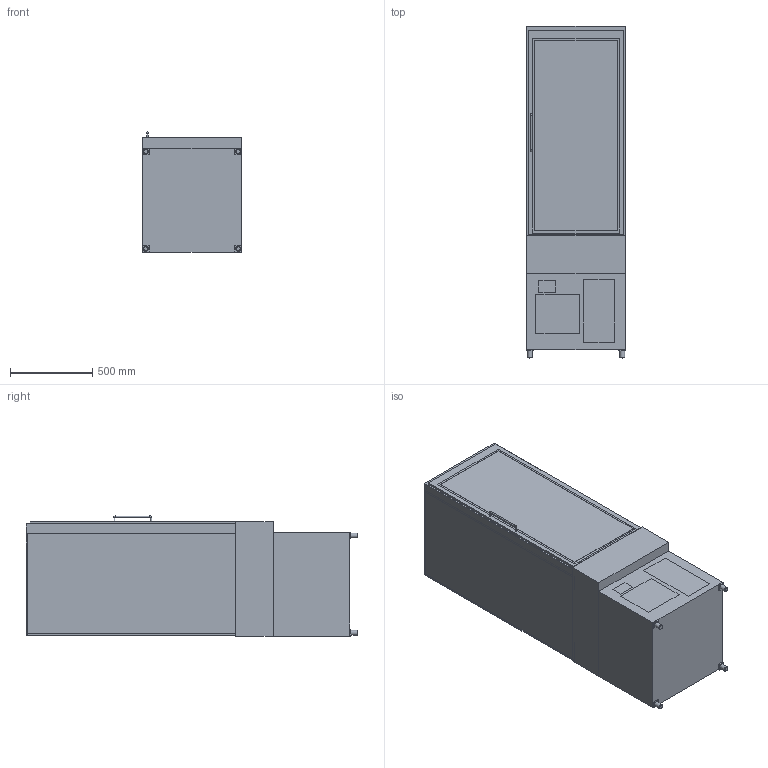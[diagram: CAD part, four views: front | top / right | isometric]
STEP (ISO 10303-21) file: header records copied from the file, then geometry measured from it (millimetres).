
FILE_DESCRIPTION(/* description */ ('Eigengekühlt'),/* implementation_level */ '2;1');
FILE_NAME(/* name */ '3D-AKE-00011081.stp',/* time_stamp */ '2024-06-04T11:49:27+02:00',/* author */ ('julian.lux'),/* organization */ (''),/* preprocessor_version */ 'ST-DEVELOPER v18.1',/* originating_system */ 'Autodesk Inventor 2020',/* authorisation */ '');
FILE_SCHEMA (('AUTOMOTIVE_DESIGN { 1 0 10303 214 3 1 1 }'));
Length unit declared in the file: millimetre
Products named in the file (1): 3D-AKE-00011081
Bounding box: 600 x 2012 x 728.98 mm (x, y, z)
Volume: 300654147.9 mm3; surface area: 16942930.2 mm2
Topology: 61 solids, 61 shells, 626 faces, 1518 edges, 1018 vertices
Faces by surface type: plane 535, cylinder 85, torus 6
Full cylindrical faces by diameter (mm): 8 x3, 30 x4
Entity records: 18126 total; most frequent: CARTESIAN_POINT 3163, ORIENTED_EDGE 3036, DIRECTION 2978, EDGE_CURVE 1518, LINE 1312, VECTOR 1312, VERTEX_POINT 1018, AXIS2_PLACEMENT_3D 833
